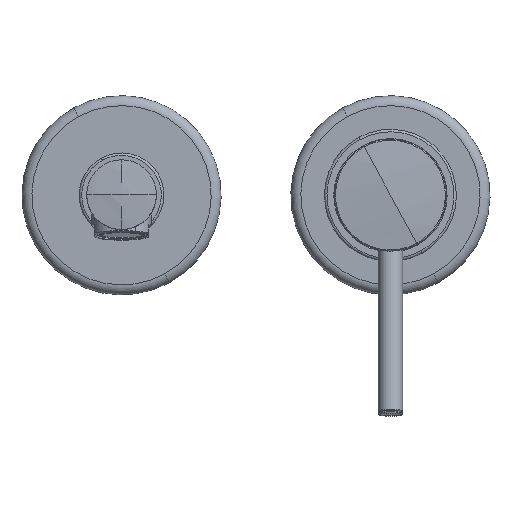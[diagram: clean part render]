
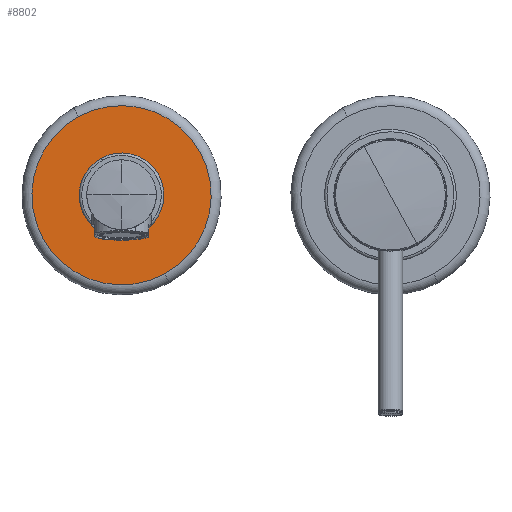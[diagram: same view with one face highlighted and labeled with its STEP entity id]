
A CAD part, top view. The second image highlights one B-rep face of the part: STEP entity #8802.
In plain terms, the highlighted planar face has unit normal (0, 0, 1).
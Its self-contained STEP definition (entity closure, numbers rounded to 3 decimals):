
#8506=CARTESIAN_POINT('Axis2P3D Location',(-108.,0.,59.099)) ;
#8510=CARTESIAN_POINT('Vertex',(-90.741,-31.593,59.099)) ;
#8512=CARTESIAN_POINT('Vertex',(-125.259,31.593,59.099)) ;
#8549=CARTESIAN_POINT('Axis2P3D Location',(-108.,0.,59.099)) ;
#8775=CARTESIAN_POINT('Axis2P3D Location',(-108.,-15.,59.099)) ;
#8784=CARTESIAN_POINT('Axis2P3D Location',(-108.,0.,59.099)) ;
#8788=CARTESIAN_POINT('Vertex',(-99.85,-14.919,59.099)) ;
#8790=CARTESIAN_POINT('Vertex',(-116.15,14.919,59.099)) ;
#8793=CARTESIAN_POINT('Axis2P3D Location',(-108.,0.,59.099)) ;
#8507=DIRECTION('Axis2P3D Direction',(0.,0.,1.)) ;
#8550=DIRECTION('Axis2P3D Direction',(0.,0.,1.)) ;
#8776=DIRECTION('Axis2P3D Direction',(0.,0.,1.)) ;
#8777=DIRECTION('Axis2P3D XDirection',(1.,0.,0.)) ;
#8785=DIRECTION('Axis2P3D Direction',(0.,0.,1.)) ;
#8794=DIRECTION('Axis2P3D Direction',(0.,0.,1.)) ;
#8508=AXIS2_PLACEMENT_3D('Circle Axis2P3D',#8506,#8507,$) ;
#8551=AXIS2_PLACEMENT_3D('Circle Axis2P3D',#8549,#8550,$) ;
#8778=AXIS2_PLACEMENT_3D('Plane Axis2P3D',#8775,#8776,#8777) ;
#8786=AXIS2_PLACEMENT_3D('Circle Axis2P3D',#8784,#8785,$) ;
#8795=AXIS2_PLACEMENT_3D('Circle Axis2P3D',#8793,#8794,$) ;
#8509=CIRCLE('generated circle',#8508,36.) ;
#8552=CIRCLE('generated circle',#8551,36.) ;
#8787=CIRCLE('generated circle',#8786,17.) ;
#8796=CIRCLE('generated circle',#8795,17.) ;
#8779=PLANE('',#8778) ;
#8801=FACE_BOUND('',#8798,.T.) ;
#8514=EDGE_CURVE('',#8511,#8513,#8509,.T.) ;
#8553=EDGE_CURVE('',#8513,#8511,#8552,.T.) ;
#8792=EDGE_CURVE('',#8789,#8791,#8787,.T.) ;
#8797=EDGE_CURVE('',#8791,#8789,#8796,.T.) ;
#8781=ORIENTED_EDGE('',*,*,#8553,.T.) ;
#8782=ORIENTED_EDGE('',*,*,#8514,.T.) ;
#8799=ORIENTED_EDGE('',*,*,#8792,.F.) ;
#8800=ORIENTED_EDGE('',*,*,#8797,.F.) ;
#8780=EDGE_LOOP('',(#8781,#8782)) ;
#8798=EDGE_LOOP('',(#8799,#8800)) ;
#8511=VERTEX_POINT('',#8510) ;
#8513=VERTEX_POINT('',#8512) ;
#8789=VERTEX_POINT('',#8788) ;
#8791=VERTEX_POINT('',#8790) ;
#8802=ADVANCED_FACE('PR.0337.28_AllCATPart.1',(#8783,#8801),#8779,.T.) ;
#8783=FACE_OUTER_BOUND('',#8780,.T.) ;
